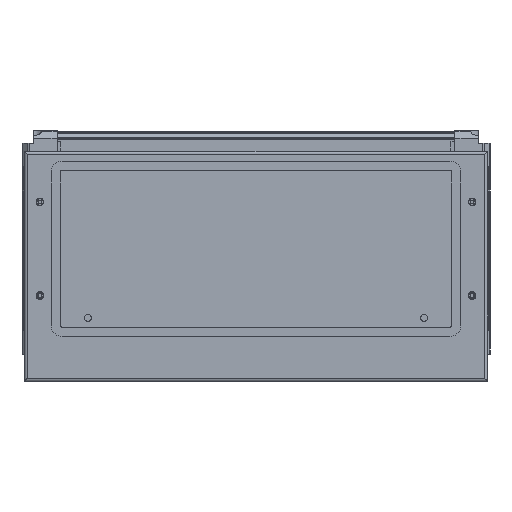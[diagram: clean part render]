
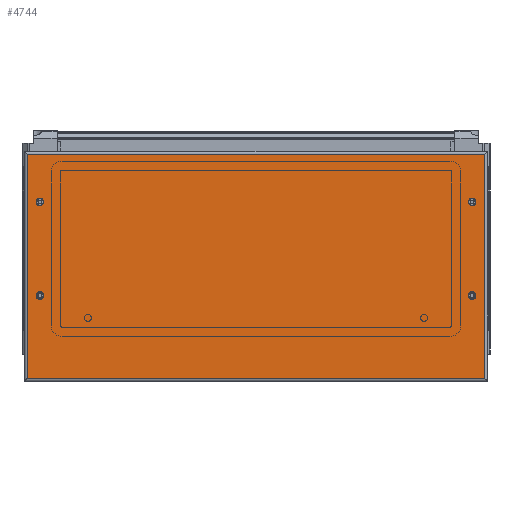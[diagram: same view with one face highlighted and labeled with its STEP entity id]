
A CAD part, front view. The second image highlights one B-rep face of the part: STEP entity #4744.
In plain terms, the highlighted face is planar.
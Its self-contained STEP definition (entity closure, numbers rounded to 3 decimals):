
#1924=CIRCLE('',#34514,5.);
#1925=CIRCLE('',#34515,5.);
#1926=CIRCLE('',#34516,5.);
#1927=CIRCLE('',#34517,5.);
#4744=ADVANCED_FACE('',(#7246,#7247,#7248,#7249,#7250),#5967,.F.);
#5967=PLANE('',#34518);
#7246=FACE_BOUND('',#9708,.T.);
#7247=FACE_BOUND('',#9709,.T.);
#7248=FACE_BOUND('',#9710,.T.);
#7249=FACE_BOUND('',#9711,.T.);
#7250=FACE_BOUND('',#9712,.T.);
#9708=EDGE_LOOP('',(#18007));
#9709=EDGE_LOOP('',(#18008));
#9710=EDGE_LOOP('',(#18009));
#9711=EDGE_LOOP('',(#18010));
#9712=EDGE_LOOP('',(#18011,#18012,#18013,#18014));
#18007=ORIENTED_EDGE('',*,*,#25325,.F.);
#18008=ORIENTED_EDGE('',*,*,#25326,.T.);
#18009=ORIENTED_EDGE('',*,*,#25327,.T.);
#18010=ORIENTED_EDGE('',*,*,#25328,.F.);
#18011=ORIENTED_EDGE('',*,*,#25329,.F.);
#18012=ORIENTED_EDGE('',*,*,#25330,.F.);
#18013=ORIENTED_EDGE('',*,*,#25331,.F.);
#18014=ORIENTED_EDGE('',*,*,#25332,.F.);
#21133=VERTEX_POINT('',#52561);
#21134=VERTEX_POINT('',#52563);
#21135=VERTEX_POINT('',#52565);
#21136=VERTEX_POINT('',#52567);
#21137=VERTEX_POINT('',#52569);
#21138=VERTEX_POINT('',#52570);
#21139=VERTEX_POINT('',#52572);
#21140=VERTEX_POINT('',#52574);
#25325=EDGE_CURVE('',#21133,#21133,#1924,.T.);
#25326=EDGE_CURVE('',#21134,#21134,#1925,.T.);
#25327=EDGE_CURVE('',#21135,#21135,#1926,.T.);
#25328=EDGE_CURVE('',#21136,#21136,#1927,.T.);
#25329=EDGE_CURVE('',#21137,#21138,#28765,.T.);
#25330=EDGE_CURVE('',#21139,#21137,#28766,.T.);
#25331=EDGE_CURVE('',#21140,#21139,#28767,.T.);
#25332=EDGE_CURVE('',#21138,#21140,#28768,.T.);
#28765=LINE('',#52568,#32157);
#28766=LINE('',#52571,#32158);
#28767=LINE('',#52573,#32159);
#28768=LINE('',#52575,#32160);
#32157=VECTOR('',#42503,1.);
#32158=VECTOR('',#42504,1.);
#32159=VECTOR('',#42505,1.);
#32160=VECTOR('',#42506,1.);
#34514=AXIS2_PLACEMENT_3D('',#52560,#42495,#42496);
#34515=AXIS2_PLACEMENT_3D('',#52562,#42497,#42498);
#34516=AXIS2_PLACEMENT_3D('',#52564,#42499,#42500);
#34517=AXIS2_PLACEMENT_3D('',#52566,#42501,#42502);
#34518=AXIS2_PLACEMENT_3D('',#52576,#42507,#42508);
#42495=DIRECTION('',(0.,0.,-1.));
#42496=DIRECTION('',(1.,0.,0.));
#42497=DIRECTION('',(0.,0.,1.));
#42498=DIRECTION('',(1.,0.,0.));
#42499=DIRECTION('',(0.,0.,1.));
#42500=DIRECTION('',(1.,0.,0.));
#42501=DIRECTION('',(0.,0.,-1.));
#42502=DIRECTION('',(1.,0.,0.));
#42503=DIRECTION('',(-1.,0.,0.));
#42504=DIRECTION('',(0.,1.,0.));
#42505=DIRECTION('',(1.,0.,0.));
#42506=DIRECTION('',(0.,-1.,0.));
#42507=DIRECTION('',(0.,0.,1.));
#42508=DIRECTION('',(1.,0.,0.));
#52560=CARTESIAN_POINT('',(377.,82.5,0.));
#52561=CARTESIAN_POINT('',(382.,82.5,0.));
#52562=CARTESIAN_POINT('',(-177.,-37.5,0.));
#52563=CARTESIAN_POINT('',(-172.,-37.5,0.));
#52564=CARTESIAN_POINT('',(-177.,82.5,0.));
#52565=CARTESIAN_POINT('',(-172.,82.5,0.));
#52566=CARTESIAN_POINT('',(377.,-37.5,0.));
#52567=CARTESIAN_POINT('',(382.,-37.5,0.));
#52568=CARTESIAN_POINT('',(197.,144.,0.));
#52569=CARTESIAN_POINT('',(393.5,144.,0.));
#52570=CARTESIAN_POINT('',(-193.5,144.,0.));
#52571=CARTESIAN_POINT('',(393.5,-147.5,0.));
#52572=CARTESIAN_POINT('',(393.5,-144.,0.));
#52573=CARTESIAN_POINT('',(-197.,-144.,0.));
#52574=CARTESIAN_POINT('',(-193.5,-144.,0.));
#52575=CARTESIAN_POINT('',(-193.5,147.5,0.));
#52576=CARTESIAN_POINT('',(0.,0.,0.));
